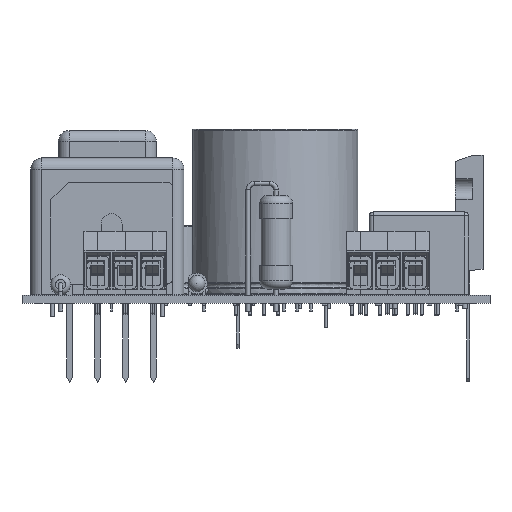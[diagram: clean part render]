
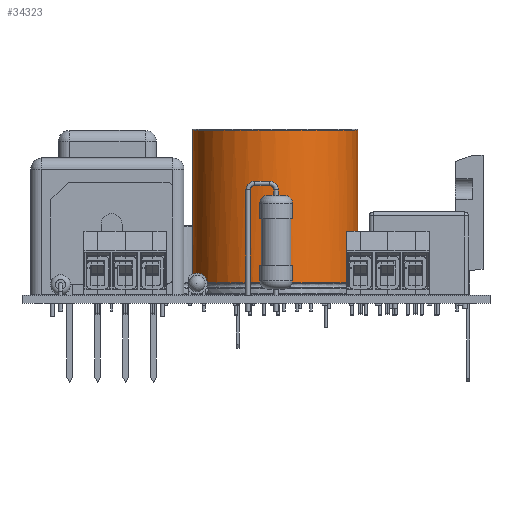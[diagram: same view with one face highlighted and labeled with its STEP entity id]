
A CAD part, front view. The second image highlights one B-rep face of the part: STEP entity #34323.
In plain terms, the highlighted cylindrical face has radius 15 mm (diameter 30 mm), a partial arc.
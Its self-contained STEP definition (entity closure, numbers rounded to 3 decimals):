
#33934 = VERTEX_POINT('',#33935);
#33935 = CARTESIAN_POINT('',(18.858,-5.74,
    2.135));
#33948 = EDGE_CURVE('',#33934,#33949,#33951,.T.);
#33949 = VERTEX_POINT('',#33950);
#33950 = CARTESIAN_POINT('',(18.858,5.74,
    2.135));
#33951 = B_SPLINE_CURVE_WITH_KNOTS('',13,(#33952,#33953,#33954,#33955,
    #33956,#33957,#33958,#33959,#33960,#33961,#33962,#33963,#33964,
    #33965,#33966,#33967,#33968,#33969,#33970,#33971,#33972,#33973,
    #33974,#33975,#33976,#33977,#33978,#33979,#33980,#33981,#33982,
    #33983,#33984,#33985,#33986,#33987,#33988,#33989),.UNSPECIFIED.,.F.,
  .F.,(14,12,12,14),(-3.514,0.,82.467,
    85.981),.UNSPECIFIED.);
#33952 = CARTESIAN_POINT('',(20.203,-2.494,
    2.135));
#33953 = CARTESIAN_POINT('',(20.099,-2.745,
    2.135));
#33954 = CARTESIAN_POINT('',(19.995,-2.997,
    2.135));
#33955 = CARTESIAN_POINT('',(19.891,-3.247,
    2.135));
#33956 = CARTESIAN_POINT('',(19.787,-3.498,
    2.135));
#33957 = CARTESIAN_POINT('',(19.683,-3.748,
    2.135));
#33958 = CARTESIAN_POINT('',(19.58,-3.998,
    2.135));
#33959 = CARTESIAN_POINT('',(19.476,-4.248,
    2.135));
#33960 = CARTESIAN_POINT('',(19.373,-4.497,2.135
    ));
#33961 = CARTESIAN_POINT('',(19.27,-4.747,
    2.135));
#33962 = CARTESIAN_POINT('',(19.167,-4.995,
    2.135));
#33963 = CARTESIAN_POINT('',(19.064,-5.244,
    2.135));
#33964 = CARTESIAN_POINT('',(18.961,-5.492,
    2.135));
#33965 = CARTESIAN_POINT('',(16.447,-11.56,
    2.135));
#33966 = CARTESIAN_POINT('',(11.354,-16.367,
    2.135));
#33967 = CARTESIAN_POINT('',(4.044,-18.693,
    2.135));
#33968 = CARTESIAN_POINT('',(-4.079,-17.394,
    2.135));
#33969 = CARTESIAN_POINT('',(-10.934,-12.415,
    2.135));
#33970 = CARTESIAN_POINT('',(-15.295,-4.727,
    2.135));
#33971 = CARTESIAN_POINT('',(-15.295,4.727,
    2.135));
#33972 = CARTESIAN_POINT('',(-10.934,12.415,
    2.135));
#33973 = CARTESIAN_POINT('',(-4.079,17.394,
    2.135));
#33974 = CARTESIAN_POINT('',(4.044,18.693,
    2.135));
#33975 = CARTESIAN_POINT('',(11.354,16.367,
    2.135));
#33976 = CARTESIAN_POINT('',(16.447,11.56,
    2.135));
#33977 = CARTESIAN_POINT('',(18.961,5.492,
    2.135));
#33978 = CARTESIAN_POINT('',(19.064,5.244,
    2.135));
#33979 = CARTESIAN_POINT('',(19.167,4.995,
    2.135));
#33980 = CARTESIAN_POINT('',(19.27,4.747,
    2.135));
#33981 = CARTESIAN_POINT('',(19.373,4.497,
    2.135));
#33982 = CARTESIAN_POINT('',(19.476,4.248,
    2.135));
#33983 = CARTESIAN_POINT('',(19.58,3.998,
    2.135));
#33984 = CARTESIAN_POINT('',(19.683,3.748,
    2.135));
#33985 = CARTESIAN_POINT('',(19.787,3.498,
    2.135));
#33986 = CARTESIAN_POINT('',(19.891,3.247,
    2.135));
#33987 = CARTESIAN_POINT('',(19.995,2.997,
    2.135));
#33988 = CARTESIAN_POINT('',(20.099,2.745,
    2.135));
#33989 = CARTESIAN_POINT('',(20.203,2.494,
    2.135));
#34323 = ADVANCED_FACE('',(#34324),#34350,.T.);
#34324 = FACE_BOUND('',#34325,.T.);
#34325 = EDGE_LOOP('',(#34326,#34337,#34343,#34344));
#34326 = ORIENTED_EDGE('',*,*,#34327,.T.);
#34327 = EDGE_CURVE('',#34328,#34330,#34332,.T.);
#34328 = VERTEX_POINT('',#34329);
#34329 = CARTESIAN_POINT('',(18.858,-5.74,29.8));
#34330 = VERTEX_POINT('',#34331);
#34331 = CARTESIAN_POINT('',(18.858,5.74,29.8));
#34332 = CIRCLE('',#34333,15.);
#34333 = AXIS2_PLACEMENT_3D('',#34334,#34335,#34336);
#34334 = CARTESIAN_POINT('',(5.,0.,29.8));
#34335 = DIRECTION('',(0.,-0.,-1.));
#34336 = DIRECTION('',(0.924,-0.383,0.));
#34337 = ORIENTED_EDGE('',*,*,#34338,.F.);
#34338 = EDGE_CURVE('',#33949,#34330,#34339,.T.);
#34339 = LINE('',#34340,#34341);
#34340 = CARTESIAN_POINT('',(18.858,5.74,2.));
#34341 = VECTOR('',#34342,1.);
#34342 = DIRECTION('',(0.,0.,1.));
#34343 = ORIENTED_EDGE('',*,*,#33948,.F.);
#34344 = ORIENTED_EDGE('',*,*,#34345,.T.);
#34345 = EDGE_CURVE('',#33934,#34328,#34346,.T.);
#34346 = LINE('',#34347,#34348);
#34347 = CARTESIAN_POINT('',(18.858,-5.74,2.));
#34348 = VECTOR('',#34349,1.);
#34349 = DIRECTION('',(0.,0.,1.));
#34350 = CYLINDRICAL_SURFACE('',#34351,15.);
#34351 = AXIS2_PLACEMENT_3D('',#34352,#34353,#34354);
#34352 = CARTESIAN_POINT('',(5.,0.,2.));
#34353 = DIRECTION('',(0.,0.,1.));
#34354 = DIRECTION('',(0.924,-0.383,0.));
